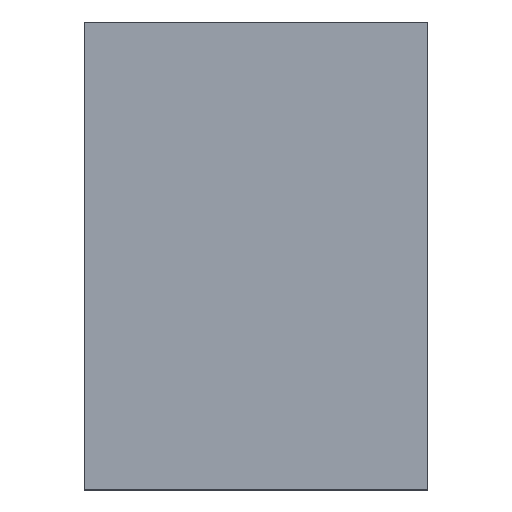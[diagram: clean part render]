
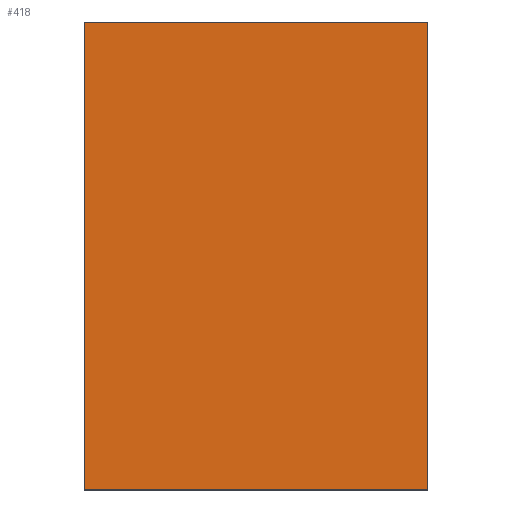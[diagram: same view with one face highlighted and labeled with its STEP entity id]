
A CAD part, top view. The second image highlights one B-rep face of the part: STEP entity #418.
In plain terms, the highlighted planar face has unit normal (0, 0, 1).
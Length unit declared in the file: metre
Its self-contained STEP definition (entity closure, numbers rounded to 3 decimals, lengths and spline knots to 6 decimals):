
#62=ORIENTED_EDGE('',*,*,#136,.T.);
#63=ORIENTED_EDGE('',*,*,#140,.F.);
#64=ORIENTED_EDGE('',*,*,#143,.F.);
#65=ORIENTED_EDGE('',*,*,#145,.T.);
#136=EDGE_CURVE('',#181,#180,#216,.T.);
#140=EDGE_CURVE('',#183,#180,#220,.T.);
#143=EDGE_CURVE('',#185,#183,#223,.T.);
#145=EDGE_CURVE('',#185,#181,#225,.T.);
#180=VERTEX_POINT('',#839);
#181=VERTEX_POINT('',#841);
#183=VERTEX_POINT('',#847);
#185=VERTEX_POINT('',#853);
#216=LINE('',#840,#240);
#220=LINE('',#848,#244);
#223=LINE('',#854,#247);
#225=LINE('',#857,#249);
#240=VECTOR('',#707,1.);
#244=VECTOR('',#713,1.);
#247=VECTOR('',#718,1.);
#249=VECTOR('',#722,1.);
#263=EDGE_LOOP('',(#62,#63,#64,#65));
#315=FACE_BOUND('',#263,.T.);
#366=PLANE('',#650);
#418=ADVANCED_FACE('Face appearance 2',(#315),#366,.T.);
#650=AXIS2_PLACEMENT_3D('',#858,#723,#724);
#707=DIRECTION('',(1.,0.,0.));
#713=DIRECTION('',(0.,-1.,0.));
#718=DIRECTION('',(1.,0.,0.));
#722=DIRECTION('',(0.,-1.,0.));
#723=DIRECTION('',(0.,0.,1.));
#724=DIRECTION('',(1.,0.,0.));
#839=CARTESIAN_POINT('',(0.01515,-0.02064,0.0128));
#840=CARTESIAN_POINT('',(0.007575,-0.02064,0.0128));
#841=CARTESIAN_POINT('',(0.,-0.02064,0.0128));
#847=CARTESIAN_POINT('',(0.01515,0.,0.0128));
#848=CARTESIAN_POINT('',(0.01515,-0.01032,0.0128));
#853=CARTESIAN_POINT('',(0.,0.,0.0128));
#854=CARTESIAN_POINT('',(0.007575,0.,0.0128));
#857=CARTESIAN_POINT('',(0.,-0.01032,0.0128));
#858=CARTESIAN_POINT('',(0.007575,-0.01032,0.0128));
